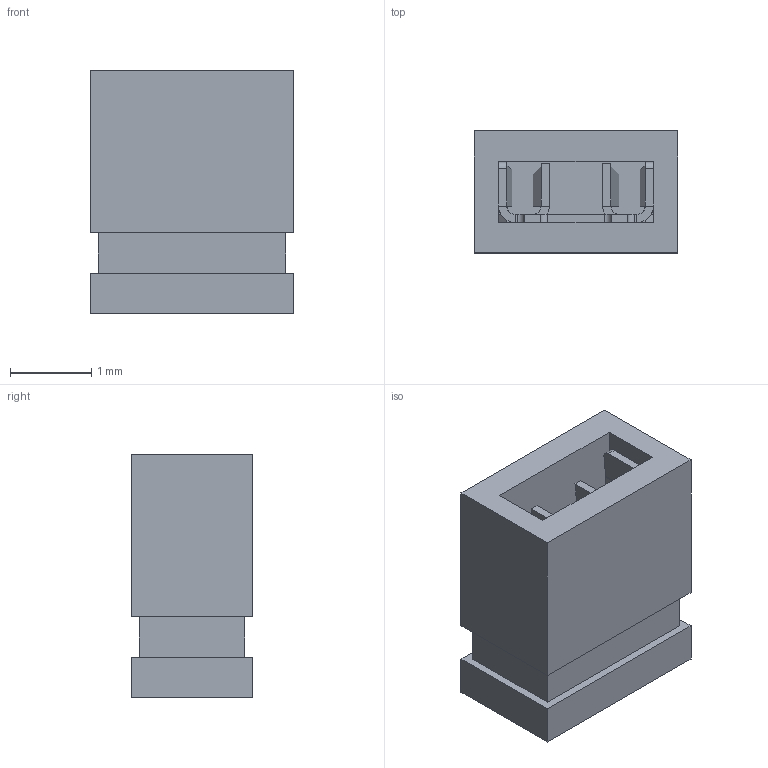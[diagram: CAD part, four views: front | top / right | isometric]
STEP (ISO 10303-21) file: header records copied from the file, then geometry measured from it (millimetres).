
FILE_DESCRIPTION(('STEP AP203'),'1');
FILE_NAME('m50-1920005.stp','2023-11-09T14:57:29',('TraceParts'),('TraceParts S.A.'),'Spatial InterOp 3D',' ',' ');
FILE_SCHEMA(('CONFIG_CONTROL_DESIGN'));
Length unit declared in the file: millimetre
Products named in the file (1): 1
Bounding box: 2.5 x 1.5 x 3 mm (x, y, z)
Volume: 7.8 mm3; surface area: 58.4 mm2
Topology: 2 solids, 2 shells, 182 faces, 431 edges, 256 vertices
Faces by surface type: plane 146, cylinder 30, bspline 6
Entity records: 5319 total; most frequent: CARTESIAN_POINT 1057, DIRECTION 887, ORIENTED_EDGE 862, EDGE_CURVE 431, LINE 331, VECTOR 331, AXIS2_PLACEMENT_3D 278, VERTEX_POINT 256
